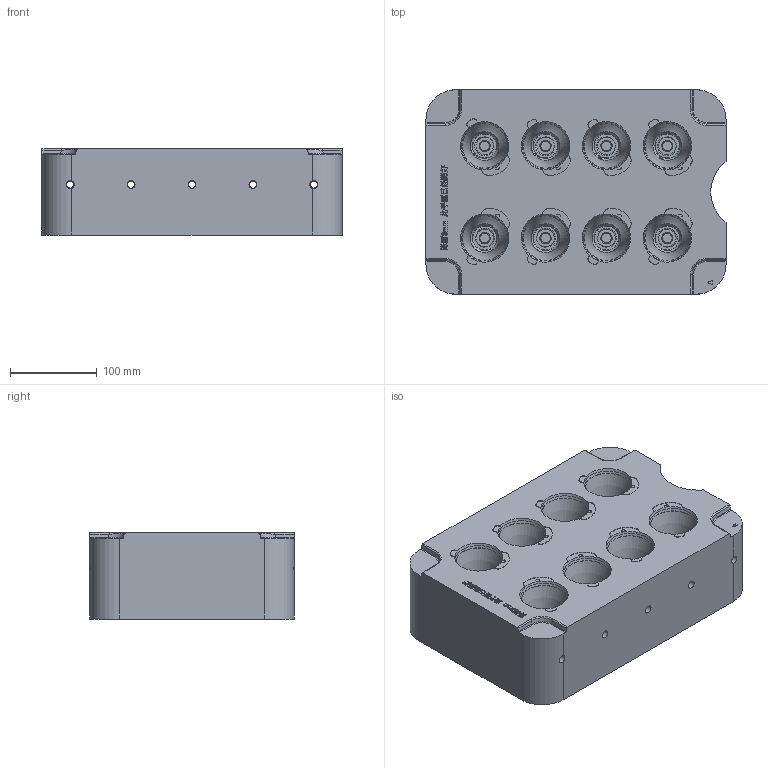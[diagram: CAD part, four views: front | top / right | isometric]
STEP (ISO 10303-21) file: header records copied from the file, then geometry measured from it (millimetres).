
FILE_DESCRIPTION(/* description */ ('CAx-IF Rec.Pracs.---Representation and Presentation of Product Manufacturing Information (PMI)---4.0---2014-10-13','CAx-IF Rec.Pracs.---3D Tessellated Geometry---0.4---2014-09-14','2;1'),/* implementation_level */ '2;1');
FILE_NAME(/* name */ '1521-降面-20190310',/* time_stamp */ '2019-03-10T19:31:38+08:00',/* author */ (''),/* organization */ (''),/* preprocessor_version */ 'ST-DEVELOPER v16.7',/* originating_system */ $,/* authorisation */ $);
FILE_SCHEMA (('AP242_MANAGED_MODEL_BASED_3D_ENGINEERING_MIM_LF { 1 0 10303 442 20130219 1 4 }'));
Length unit declared in the file: millimetre
Products named in the file (1): 1521-降面-20190310
Bounding box: 345 x 235 x 98.95 mm (x, y, z)
Volume: 7005334.3 mm3; surface area: 358966.7 mm2
Topology: 1 solids, 1 shells, 952 faces, 2558 edges, 1692 vertices
Faces by surface type: plane 571, bspline 159, cylinder 87, cone 70, torus 65
Full cylindrical faces by diameter (mm): 8 x5, 9 x10, 12 x6
Entity records: 37792 total; most frequent: CARTESIAN_POINT 9077, ORIENTED_EDGE 4722, DIRECTION 3974, EDGE_CURVE 2361, VERTEX_POINT 1618, LINE 1472, VECTOR 1472, AXIS2_PLACEMENT_3D 1259
